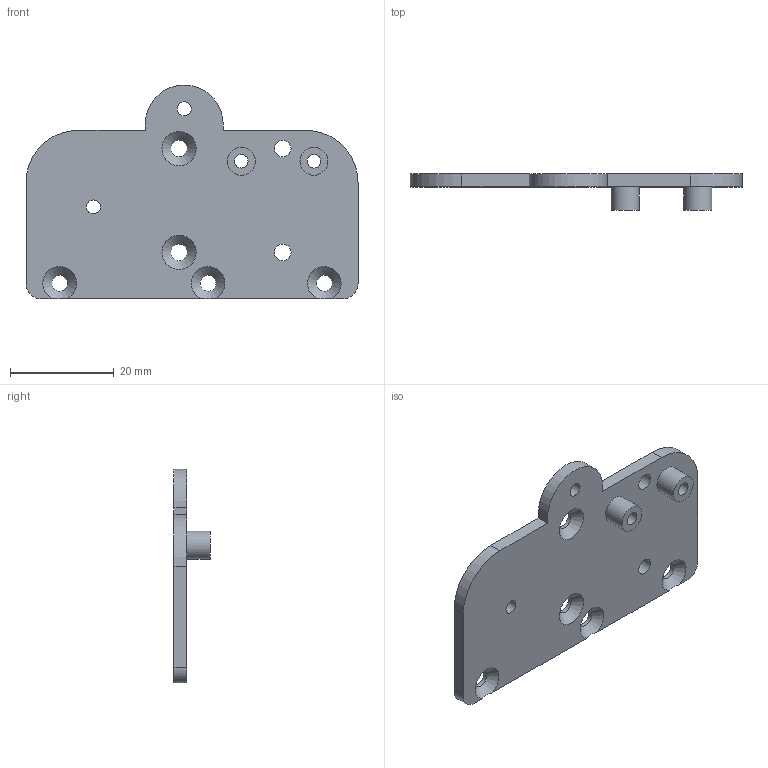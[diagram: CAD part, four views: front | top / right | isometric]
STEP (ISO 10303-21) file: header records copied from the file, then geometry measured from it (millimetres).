
FILE_DESCRIPTION(/* description */ (''),/* implementation_level */ '2;1');
FILE_NAME(/* name */ 'X carriage plate.step',/* time_stamp */ '2019-12-01T23:17:17+02:00',/* author */ (''),/* organization */ (''),/* preprocessor_version */ 'ST-DEVELOPER v18',/* originating_system */ 'Autodesk Translation Framework v8.12.0.6',/* authorisation */ '');
FILE_SCHEMA (('AUTOMOTIVE_DESIGN { 1 0 10303 214 3 1 1 }'));
Length unit declared in the file: millimetre
Products named in the file (2): Ender 3 BLV mod; X carriage
Assembly tree (1 placements, depth 2):
  Ender 3 BLV mod
    X carriage
Bounding box: 64 x 7 x 41.25 mm (x, y, z)
Volume: 5220 mm3; surface area: 5060.1 mm2
Topology: 1 solids, 1 shells, 34 faces, 94 edges, 61 vertices
Faces by surface type: cylinder 18, plane 11, cone 5
Full cylindrical faces by diameter (mm): 2.6 x2, 2.7 x2, 3.1 x3, 3.2 x4, 5.4 x2
Entity records: 1234 total; most frequent: DIRECTION 209, CARTESIAN_POINT 198, ORIENTED_EDGE 188, EDGE_CURVE 94, AXIS2_PLACEMENT_3D 81, VERTEX_POINT 61, EDGE_LOOP 55, LINE 47
